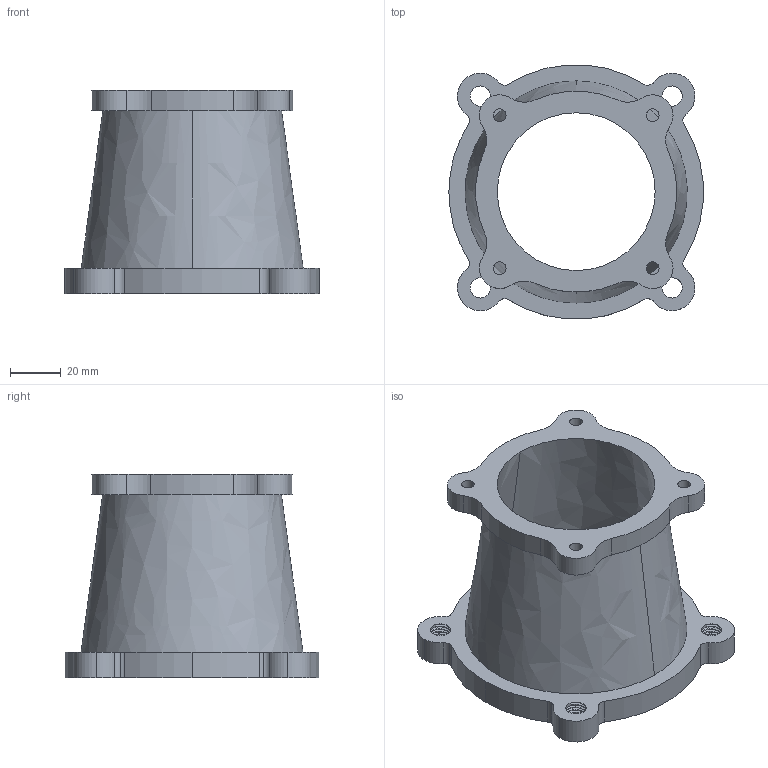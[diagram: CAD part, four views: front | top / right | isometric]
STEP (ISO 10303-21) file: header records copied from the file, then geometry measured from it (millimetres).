
FILE_DESCRIPTION (( 'STEP AP214' ), '1' );
FILE_NAME ('manchon.STEP', '2022-09-06T11:05:50', ( '' ), ( '' ), 'SwSTEP 2.0', 'SolidWorks 2020', '' );
FILE_SCHEMA (( 'AUTOMOTIVE_DESIGN' ));
Length unit declared in the file: millimetre
Products named in the file (1): manchon
Bounding box: 99.84 x 99.68 x 80 mm (x, y, z)
Volume: 93556.2 mm3; surface area: 51839.8 mm2
Topology: 1 solids, 1 shells, 142 faces, 402 edges, 264 vertices
Faces by surface type: cylinder 114, bspline 16, plane 12
Entity records: 9180 total; most frequent: CARTESIAN_POINT 5837, ORIENTED_EDGE 804, DIRECTION 612, EDGE_CURVE 402, VERTEX_POINT 264, AXIS2_PLACEMENT_3D 247, EDGE_LOOP 162, ADVANCED_FACE 142
